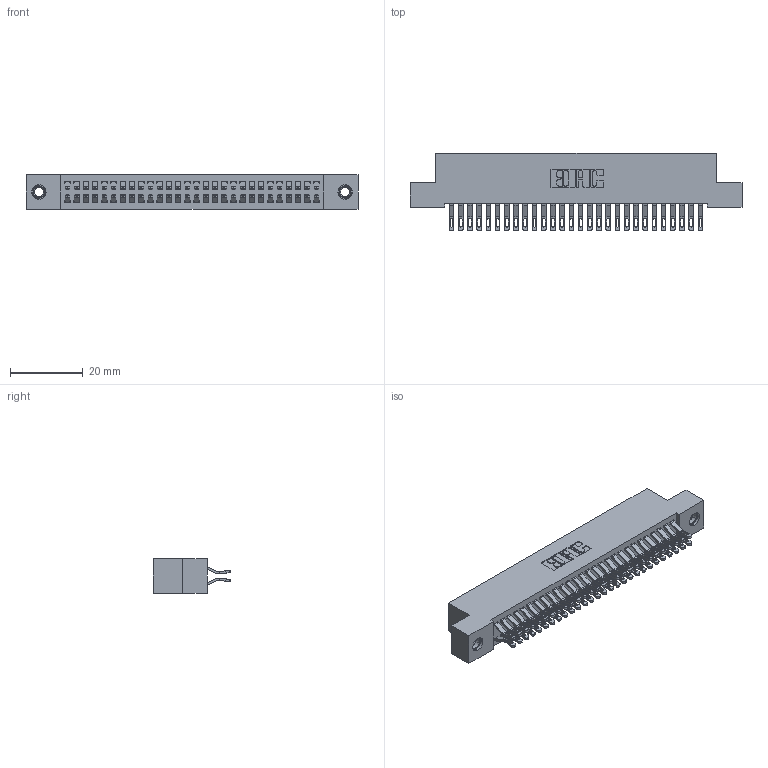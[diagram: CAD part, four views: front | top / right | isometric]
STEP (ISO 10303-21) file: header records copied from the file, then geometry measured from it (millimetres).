
FILE_DESCRIPTION (( 'STEP AP203' ), '1' );
FILE_NAME ('392-056-555-207.STEP', '2019-10-08T15:24:31', ( '' ), ( '' ), 'SwSTEP 2.0', 'SolidWorks 2016', '' );
FILE_SCHEMA (( 'CONFIG_CONTROL_DESIGN' ));
Length unit declared in the file: inch
Products named in the file (4): 342 Part_TI; 345-292-001_555 Tail; 345-250-001_345-250-005-103; 392-056-555-207
Assembly tree (59 placements, depth 2):
  392-056-555-207
    342 Part_TI
    345-292-001_555 Tail  x56
    345-250-001_345-250-005-103  x2
Bounding box: 91.44 x 21.47 x 9.4 mm (x, y, z)
Volume: 8292.5 mm3; surface area: 13720.8 mm2
Topology: 59 solids, 59 shells, 3418 faces, 10683 edges, 7114 vertices
Faces by surface type: plane 2002, cylinder 1400, cone 12, torus 4
Entity records: 21204 total; most frequent: CARTESIAN_POINT 3547, ORIENTED_EDGE 3446, DIRECTION 3057, EDGE_CURVE 1723, LINE 1555, VECTOR 1555, VERTEX_POINT 1144, AXIS2_PLACEMENT_3D 751
